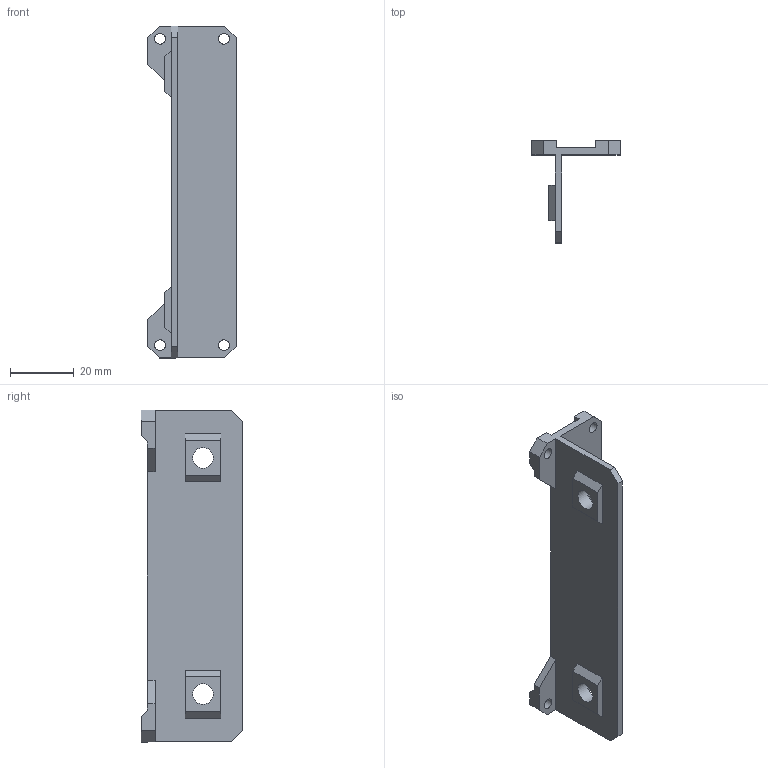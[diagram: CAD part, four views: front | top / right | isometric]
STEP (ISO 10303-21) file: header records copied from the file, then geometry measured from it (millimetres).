
FILE_DESCRIPTION(/* description */ (''),/* implementation_level */ '2;1');
FILE_NAME(/* name */ 'Baseplate 3030.step',/* time_stamp */ '2023-07-30T11:15:30+02:00',/* author */ (''),/* organization */ (''),/* preprocessor_version */ 'ST-DEVELOPER v20',/* originating_system */ 'Autodesk Translation Framework v12.9.0.99',/* authorisation */ '');
FILE_SCHEMA (('AUTOMOTIVE_DESIGN { 1 0 10303 214 3 1 1 }'));
Length unit declared in the file: millimetre
Products named in the file (1): Baseplate 3030
Bounding box: 27.6 x 31.89 x 104 mm (x, y, z)
Volume: 11894.8 mm3; surface area: 11552.1 mm2
Topology: 1 solids, 1 shells, 48 faces, 132 edges, 88 vertices
Faces by surface type: plane 42, cylinder 6
Full cylindrical faces by diameter (mm): 3.4 x4, 6.5 x2
Entity records: 1565 total; most frequent: CARTESIAN_POINT 269, ORIENTED_EDGE 264, DIRECTION 242, EDGE_CURVE 132, LINE 120, VECTOR 120, VERTEX_POINT 88, EDGE_LOOP 62
